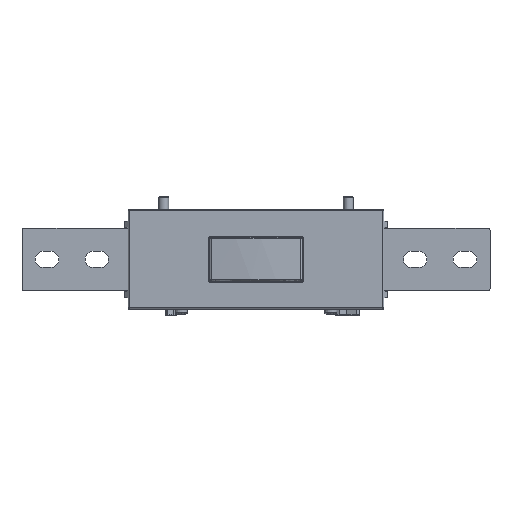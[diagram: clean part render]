
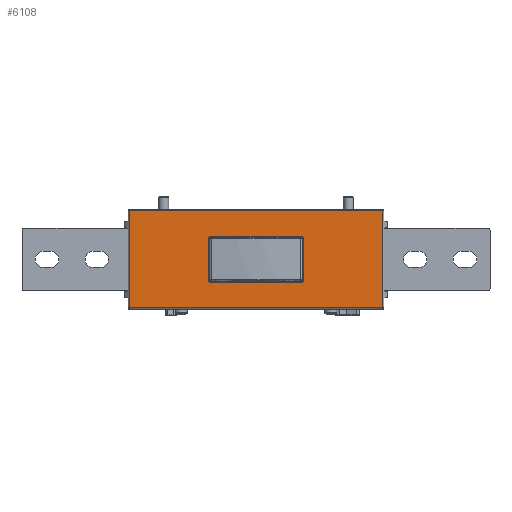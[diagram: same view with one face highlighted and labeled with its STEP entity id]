
A CAD part, top view. The second image highlights one B-rep face of the part: STEP entity #6108.
In plain terms, the highlighted planar face has unit normal (0, 0, 1).
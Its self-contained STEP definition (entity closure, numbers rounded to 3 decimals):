
#194=B_SPLINE_CURVE_WITH_KNOTS('',3,(#27896,#27897,#27898,#27899,#27900,
#27901,#27902,#27903,#27904,#27905,#27906,#27907,#27908,#27909,#27910,#27911),
 .UNSPECIFIED.,.F.,.F.,(4,3,3,3,3,4),(0.,0.136,0.355,
0.573,0.751,1.),.UNSPECIFIED.);
#195=B_SPLINE_CURVE_WITH_KNOTS('',3,(#27924,#27925,#27926,#27927,#27928,
#27929,#27930,#27931,#27932,#27933,#27934,#27935,#27936,#27937,#27938,#27939),
 .UNSPECIFIED.,.F.,.F.,(4,3,3,3,3,4),(0.,0.136,0.355,
0.573,0.751,1.),.UNSPECIFIED.);
#199=B_SPLINE_CURVE_WITH_KNOTS('',3,(#28161,#28162,#28163,#28164,#28165,
#28166,#28167,#28168,#28169,#28170,#28171,#28172,#28173,#28174,#28175,#28176),
 .UNSPECIFIED.,.F.,.F.,(4,3,3,3,3,4),(0.,0.136,0.355,
0.573,0.751,1.),.UNSPECIFIED.);
#206=B_SPLINE_CURVE_WITH_KNOTS('',3,(#28262,#28263,#28264,#28265,#28266,
#28267,#28268,#28269,#28270,#28271,#28272,#28273,#28274,#28275,#28276,#28277),
 .UNSPECIFIED.,.F.,.F.,(4,3,3,3,3,4),(0.,0.136,0.355,
0.573,0.751,1.),.UNSPECIFIED.);
#1235=LINE('',#28293,#3183);
#1237=LINE('',#28313,#3185);
#1255=LINE('',#28358,#3203);
#1315=LINE('',#28515,#3263);
#1456=LINE('',#28900,#3404);
#1459=LINE('',#28904,#3407);
#1460=LINE('',#28906,#3408);
#1463=LINE('',#28910,#3411);
#3183=VECTOR('',#22046,1.);
#3185=VECTOR('',#22068,1.);
#3203=VECTOR('',#22112,1.);
#3263=VECTOR('',#22242,1.);
#3404=VECTOR('',#22561,1.);
#3407=VECTOR('',#22566,1.);
#3408=VECTOR('',#22569,1.);
#3411=VECTOR('',#22574,1.);
#6108=ADVANCED_FACE('',(#7131,#7132),#6769,.T.);
#6769=PLANE('',#19056);
#7131=FACE_BOUND('',#7797,.T.);
#7132=FACE_BOUND('',#7798,.T.);
#7797=EDGE_LOOP('',(#10892,#10893,#10894,#10895,#10896,#10897,#10898,#10899));
#7798=EDGE_LOOP('',(#10900,#10901,#10902,#10903));
#10892=ORIENTED_EDGE('',*,*,#16073,.F.);
#10893=ORIENTED_EDGE('',*,*,#16443,.T.);
#10894=ORIENTED_EDGE('',*,*,#16130,.F.);
#10895=ORIENTED_EDGE('',*,*,#16439,.T.);
#10896=ORIENTED_EDGE('',*,*,#16140,.F.);
#10897=ORIENTED_EDGE('',*,*,#16446,.T.);
#10898=ORIENTED_EDGE('',*,*,#16072,.F.);
#10899=ORIENTED_EDGE('',*,*,#16442,.T.);
#10900=ORIENTED_EDGE('',*,*,#16174,.T.);
#10901=ORIENTED_EDGE('',*,*,#16151,.T.);
#10902=ORIENTED_EDGE('',*,*,#16252,.T.);
#10903=ORIENTED_EDGE('',*,*,#16142,.T.);
#13732=VERTEX_POINT('',#27859);
#13737=VERTEX_POINT('',#27895);
#13738=VERTEX_POINT('',#27940);
#13739=VERTEX_POINT('',#27941);
#13781=VERTEX_POINT('',#28160);
#13782=VERTEX_POINT('',#28177);
#13787=VERTEX_POINT('',#28226);
#13791=VERTEX_POINT('',#28261);
#13792=VERTEX_POINT('',#28291);
#13794=VERTEX_POINT('',#28294);
#13798=VERTEX_POINT('',#28305);
#13800=VERTEX_POINT('',#28311);
#16072=EDGE_CURVE('',#13737,#13732,#194,.T.);
#16073=EDGE_CURVE('',#13738,#13739,#195,.T.);
#16130=EDGE_CURVE('',#13781,#13782,#199,.T.);
#16140=EDGE_CURVE('',#13791,#13787,#206,.T.);
#16142=EDGE_CURVE('',#13794,#13792,#1235,.T.);
#16151=EDGE_CURVE('',#13798,#13800,#1237,.T.);
#16174=EDGE_CURVE('',#13792,#13798,#1255,.T.);
#16252=EDGE_CURVE('',#13800,#13794,#1315,.T.);
#16439=EDGE_CURVE('',#13781,#13787,#1456,.T.);
#16442=EDGE_CURVE('',#13737,#13739,#1459,.T.);
#16443=EDGE_CURVE('',#13738,#13782,#1460,.T.);
#16446=EDGE_CURVE('',#13791,#13732,#1463,.T.);
#19056=AXIS2_PLACEMENT_3D('',#28936,#22597,#22598);
#22046=DIRECTION('',(1.,0.,0.));
#22068=DIRECTION('',(-1.,0.,0.));
#22112=DIRECTION('',(0.,1.,0.));
#22242=DIRECTION('',(0.,-1.,0.));
#22561=DIRECTION('',(0.,-1.,0.));
#22566=DIRECTION('',(0.,1.,0.));
#22569=DIRECTION('',(1.,0.,0.));
#22574=DIRECTION('',(-1.,0.,0.));
#22597=DIRECTION('',(0.,0.,1.));
#22598=DIRECTION('',(-1.,0.,0.));
#27859=CARTESIAN_POINT('',(-36.814,20.486,131.784));
#27895=CARTESIAN_POINT('',(-37.814,21.487,131.784));
#27896=CARTESIAN_POINT('',(-37.814,21.487,131.784));
#27897=CARTESIAN_POINT('',(-37.814,21.415,131.784));
#27898=CARTESIAN_POINT('',(-37.806,21.343,131.784));
#27899=CARTESIAN_POINT('',(-37.79,21.274,131.784));
#27900=CARTESIAN_POINT('',(-37.766,21.163,131.784));
#27901=CARTESIAN_POINT('',(-37.721,21.055,131.784));
#27902=CARTESIAN_POINT('',(-37.66,20.958,131.784));
#27903=CARTESIAN_POINT('',(-37.6,20.862,131.784));
#27904=CARTESIAN_POINT('',(-37.522,20.775,131.784));
#27905=CARTESIAN_POINT('',(-37.433,20.704,131.784));
#27906=CARTESIAN_POINT('',(-37.36,20.646,131.784));
#27907=CARTESIAN_POINT('',(-37.279,20.598,131.784));
#27908=CARTESIAN_POINT('',(-37.193,20.562,131.784));
#27909=CARTESIAN_POINT('',(-37.074,20.513,131.784));
#27910=CARTESIAN_POINT('',(-36.943,20.486,131.784));
#27911=CARTESIAN_POINT('',(-36.814,20.486,131.784));
#27924=CARTESIAN_POINT('',(-36.813,57.214,131.784));
#27925=CARTESIAN_POINT('',(-36.885,57.214,131.784));
#27926=CARTESIAN_POINT('',(-36.957,57.206,131.784));
#27927=CARTESIAN_POINT('',(-37.026,57.19,131.784));
#27928=CARTESIAN_POINT('',(-37.137,57.166,131.784));
#27929=CARTESIAN_POINT('',(-37.245,57.121,131.784));
#27930=CARTESIAN_POINT('',(-37.342,57.06,131.784));
#27931=CARTESIAN_POINT('',(-37.438,57.,131.784));
#27932=CARTESIAN_POINT('',(-37.525,56.922,131.784));
#27933=CARTESIAN_POINT('',(-37.596,56.833,131.784));
#27934=CARTESIAN_POINT('',(-37.654,56.76,131.784));
#27935=CARTESIAN_POINT('',(-37.702,56.679,131.784));
#27936=CARTESIAN_POINT('',(-37.738,56.593,131.784));
#27937=CARTESIAN_POINT('',(-37.787,56.474,131.784));
#27938=CARTESIAN_POINT('',(-37.814,56.343,131.784));
#27939=CARTESIAN_POINT('',(-37.814,56.214,131.784));
#27940=CARTESIAN_POINT('',(-36.813,57.214,131.784));
#27941=CARTESIAN_POINT('',(-37.814,56.214,131.784));
#28160=CARTESIAN_POINT('',(37.814,56.213,131.784));
#28161=CARTESIAN_POINT('',(37.814,56.213,131.784));
#28162=CARTESIAN_POINT('',(37.814,56.285,131.784));
#28163=CARTESIAN_POINT('',(37.806,56.357,131.784));
#28164=CARTESIAN_POINT('',(37.79,56.426,131.784));
#28165=CARTESIAN_POINT('',(37.766,56.537,131.784));
#28166=CARTESIAN_POINT('',(37.721,56.645,131.784));
#28167=CARTESIAN_POINT('',(37.66,56.742,131.784));
#28168=CARTESIAN_POINT('',(37.6,56.838,131.784));
#28169=CARTESIAN_POINT('',(37.522,56.925,131.784));
#28170=CARTESIAN_POINT('',(37.433,56.996,131.784));
#28171=CARTESIAN_POINT('',(37.36,57.054,131.784));
#28172=CARTESIAN_POINT('',(37.279,57.102,131.784));
#28173=CARTESIAN_POINT('',(37.193,57.138,131.784));
#28174=CARTESIAN_POINT('',(37.074,57.187,131.784));
#28175=CARTESIAN_POINT('',(36.943,57.214,131.784));
#28176=CARTESIAN_POINT('',(36.814,57.214,131.784));
#28177=CARTESIAN_POINT('',(36.814,57.214,131.784));
#28226=CARTESIAN_POINT('',(37.814,21.486,131.784));
#28261=CARTESIAN_POINT('',(36.813,20.486,131.784));
#28262=CARTESIAN_POINT('',(36.813,20.486,131.784));
#28263=CARTESIAN_POINT('',(36.885,20.486,131.784));
#28264=CARTESIAN_POINT('',(36.957,20.494,131.784));
#28265=CARTESIAN_POINT('',(37.026,20.51,131.784));
#28266=CARTESIAN_POINT('',(37.137,20.534,131.784));
#28267=CARTESIAN_POINT('',(37.245,20.579,131.784));
#28268=CARTESIAN_POINT('',(37.342,20.64,131.784));
#28269=CARTESIAN_POINT('',(37.438,20.7,131.784));
#28270=CARTESIAN_POINT('',(37.525,20.778,131.784));
#28271=CARTESIAN_POINT('',(37.596,20.867,131.784));
#28272=CARTESIAN_POINT('',(37.654,20.94,131.784));
#28273=CARTESIAN_POINT('',(37.702,21.021,131.784));
#28274=CARTESIAN_POINT('',(37.738,21.107,131.784));
#28275=CARTESIAN_POINT('',(37.787,21.226,131.784));
#28276=CARTESIAN_POINT('',(37.814,21.357,131.784));
#28277=CARTESIAN_POINT('',(37.814,21.486,131.784));
#28291=CARTESIAN_POINT('',(101.5,-0.1,131.784));
#28293=CARTESIAN_POINT('',(0.,-0.1,131.784));
#28294=CARTESIAN_POINT('',(-101.5,-0.1,131.784));
#28305=CARTESIAN_POINT('',(101.5,77.8,131.784));
#28311=CARTESIAN_POINT('',(-101.5,77.8,131.784));
#28313=CARTESIAN_POINT('',(0.,77.8,131.784));
#28358=CARTESIAN_POINT('',(101.5,52.749,131.784));
#28515=CARTESIAN_POINT('',(-101.5,52.749,131.784));
#28900=CARTESIAN_POINT('',(37.814,52.749,131.784));
#28904=CARTESIAN_POINT('',(-37.814,16.42,131.784));
#28906=CARTESIAN_POINT('',(0.,57.214,131.784));
#28910=CARTESIAN_POINT('',(39.48,20.486,131.784));
#28936=CARTESIAN_POINT('',(0.,52.749,131.784));
